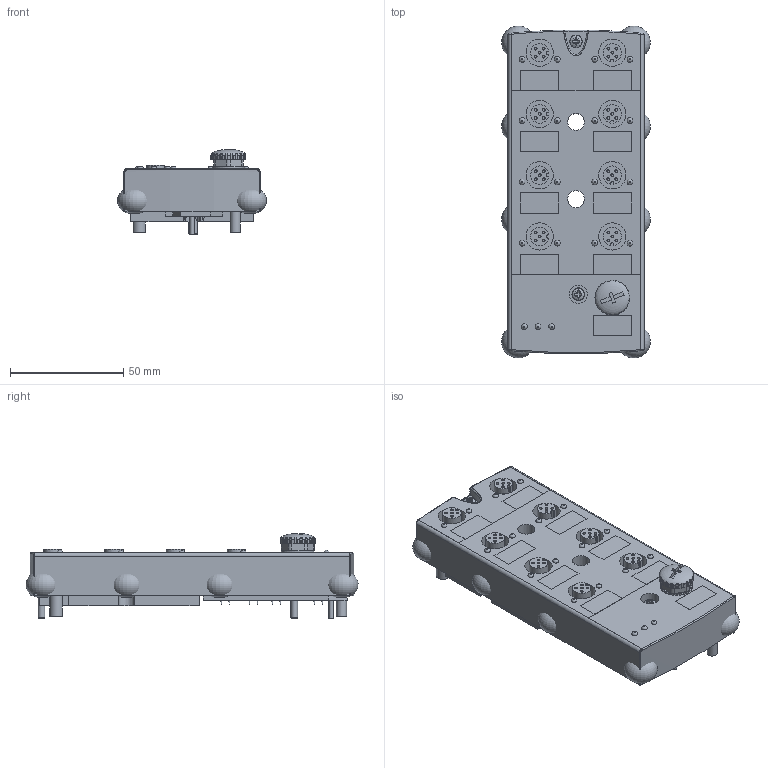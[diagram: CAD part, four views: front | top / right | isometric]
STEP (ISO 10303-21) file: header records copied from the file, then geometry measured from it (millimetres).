
FILE_DESCRIPTION(/* description */ ('Alibre Inc.'),/* implementation_level */ '2;1');
FILE_NAME(/* name */ 'export-FD5FAE0C-052E-4F2F-A1F1-F4667191D43A',/* time_stamp */ '2021-04-06T09:48:18+02:00',/* author */ (''),/* organization */ (''),/* preprocessor_version */ 'ST-DEVELOPER v17',/* originating_system */ 'Alibre',/* authorisation */ '');
FILE_SCHEMA (('AUTOMOTIVE_DESIGN'));
Length unit declared in the file: centimetre
Products named in the file (9): BENE INOX | 210216-3X30
Bounding box: 65.58 x 146.33 x 37.43 mm (x, y, z)
Volume: 188367.3 mm3; surface area: 60919 mm2
Topology: 50 solids, 52 shells, 1275 faces, 3261 edges, 2139 vertices
Faces by surface type: plane 583, cylinder 507, cone 93, torus 76, bspline 8, sphere 6, extrusion 1, revolution 1
Full cylindrical faces by diameter (mm): 1.2 x40, 2 x1, 2.5 x45, 3 x9, 4 x1, 4.5 x1, 5.5 x1, 6 x8, 7.5 x2, 8 x2, 9.5 x1, 12 x13, 14.5 x1
Entity records: 22242 total; most frequent: CARTESIAN_POINT 6739, ORIENTED_EDGE 3146, DIRECTION 2843, EDGE_CURVE 1573, AXIS2_PLACEMENT_3D 1201, VERTEX_POINT 1093, FACE_BOUND 862, EDGE_LOOP 846
